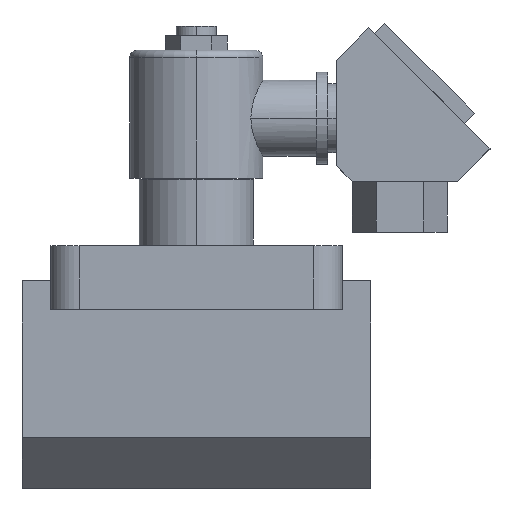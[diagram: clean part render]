
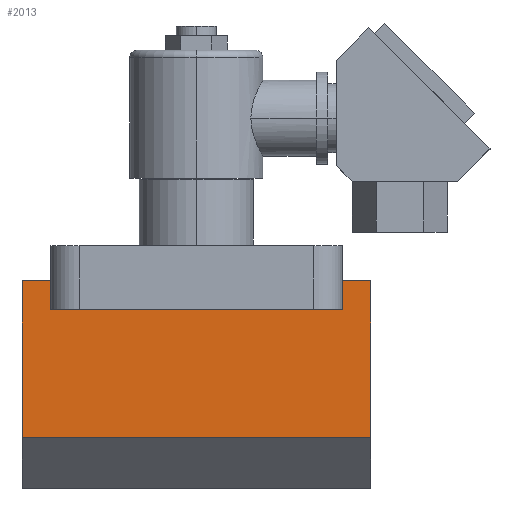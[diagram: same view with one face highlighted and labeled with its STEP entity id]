
A CAD part, top view. The second image highlights one B-rep face of the part: STEP entity #2013.
In plain terms, the highlighted planar face has unit normal (0, 0, 1).
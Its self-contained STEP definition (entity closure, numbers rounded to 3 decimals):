
#36 = LINE ( 'NONE', #268, #2718 ) ;
#46 = VECTOR ( 'NONE', #1158, 1000. ) ;
#148 = VECTOR ( 'NONE', #2240, 1000. ) ;
#184 = ORIENTED_EDGE ( 'NONE', *, *, #630, .F. ) ;
#255 = CARTESIAN_POINT ( 'NONE',  ( -55., -74.3, 27.5 ) ) ;
#266 = VERTEX_POINT ( 'NONE', #947 ) ;
#268 = CARTESIAN_POINT ( 'NONE',  ( 55., -24.8, 27.5 ) ) ;
#271 = ORIENTED_EDGE ( 'NONE', *, *, #2200, .F. ) ;
#289 = EDGE_CURVE ( 'NONE', #266, #2208, #297, .T. ) ;
#290 = CARTESIAN_POINT ( 'NONE',  ( 46., -33.8, 27.5 ) ) ;
#291 = VERTEX_POINT ( 'NONE', #698 ) ;
#297 = LINE ( 'NONE', #1121, #46 ) ;
#320 = PLANE ( 'NONE',  #420 ) ;
#420 = AXIS2_PLACEMENT_3D ( 'NONE', #1842, #793, #765 ) ;
#440 = EDGE_CURVE ( 'NONE', #2488, #266, #1026, .T. ) ;
#448 = ORIENTED_EDGE ( 'NONE', *, *, #2546, .F. ) ;
#509 = DIRECTION ( 'NONE',  ( 1., 0., 0. ) ) ;
#529 = ORIENTED_EDGE ( 'NONE', *, *, #289, .T. ) ;
#568 = FACE_OUTER_BOUND ( 'NONE', #2605, .T. ) ;
#607 = VECTOR ( 'NONE', #2558, 1000. ) ;
#630 = EDGE_CURVE ( 'NONE', #291, #2208, #1757, .T. ) ;
#647 = CARTESIAN_POINT ( 'NONE',  ( 55., -24.8, 27.5 ) ) ;
#698 = CARTESIAN_POINT ( 'NONE',  ( 55., -74.3, 27.5 ) ) ;
#746 = ORIENTED_EDGE ( 'NONE', *, *, #845, .F. ) ;
#765 = DIRECTION ( 'NONE',  ( 0., 1., 0. ) ) ;
#793 = DIRECTION ( 'NONE',  ( 0., 0., -1. ) ) ;
#840 = EDGE_CURVE ( 'NONE', #2465, #1557, #36, .T. ) ;
#842 = CARTESIAN_POINT ( 'NONE',  ( 55., -24.8, 27.5 ) ) ;
#845 = EDGE_CURVE ( 'NONE', #2465, #291, #2163, .T. ) ;
#865 = ORIENTED_EDGE ( 'NONE', *, *, #840, .T. ) ;
#866 = LINE ( 'NONE', #1694, #607 ) ;
#947 = CARTESIAN_POINT ( 'NONE',  ( -55., -24.8, 27.5 ) ) ;
#985 = ORIENTED_EDGE ( 'NONE', *, *, #440, .T. ) ;
#1026 = LINE ( 'NONE', #2698, #1816 ) ;
#1052 = VERTEX_POINT ( 'NONE', #2353 ) ;
#1088 = VERTEX_POINT ( 'NONE', #1935 ) ;
#1121 = CARTESIAN_POINT ( 'NONE',  ( -55., -24.8, 27.5 ) ) ;
#1129 = LINE ( 'NONE', #1510, #1871 ) ;
#1158 = DIRECTION ( 'NONE',  ( 0., -1., 0. ) ) ;
#1248 = EDGE_CURVE ( 'NONE', #1088, #1052, #1346, .T. ) ;
#1250 = DIRECTION ( 'NONE',  ( -1., 0., 0. ) ) ;
#1346 = LINE ( 'NONE', #290, #1390 ) ;
#1390 = VECTOR ( 'NONE', #509, 1000. ) ;
#1405 = ORIENTED_EDGE ( 'NONE', *, *, #1248, .F. ) ;
#1510 = CARTESIAN_POINT ( 'NONE',  ( -46., -33.8, 27.5 ) ) ;
#1519 = VECTOR ( 'NONE', #2324, 1000. ) ;
#1546 = CARTESIAN_POINT ( 'NONE',  ( 55., -74.3, 27.5 ) ) ;
#1557 = VERTEX_POINT ( 'NONE', #2340 ) ;
#1694 = CARTESIAN_POINT ( 'NONE',  ( 46., -33.8, 27.5 ) ) ;
#1757 = LINE ( 'NONE', #1546, #148 ) ;
#1759 = DIRECTION ( 'NONE',  ( 0., -1., 0. ) ) ;
#1816 = VECTOR ( 'NONE', #1250, 1000. ) ;
#1842 = CARTESIAN_POINT ( 'NONE',  ( 55., -24.8, 27.5 ) ) ;
#1871 = VECTOR ( 'NONE', #1759, 1000. ) ;
#1935 = CARTESIAN_POINT ( 'NONE',  ( -46., -33.8, 27.5 ) ) ;
#2013 = ADVANCED_FACE ( 'NONE', ( #568 ), #320, .F. ) ;
#2163 = LINE ( 'NONE', #647, #1519 ) ;
#2200 = EDGE_CURVE ( 'NONE', #1052, #1557, #866, .T. ) ;
#2208 = VERTEX_POINT ( 'NONE', #255 ) ;
#2240 = DIRECTION ( 'NONE',  ( -1., 0., 0. ) ) ;
#2324 = DIRECTION ( 'NONE',  ( 0., -1., 0. ) ) ;
#2340 = CARTESIAN_POINT ( 'NONE',  ( 46., -24.8, 27.5 ) ) ;
#2353 = CARTESIAN_POINT ( 'NONE',  ( 46., -33.8, 27.5 ) ) ;
#2361 = DIRECTION ( 'NONE',  ( -1., 0., 0. ) ) ;
#2465 = VERTEX_POINT ( 'NONE', #842 ) ;
#2488 = VERTEX_POINT ( 'NONE', #2727 ) ;
#2546 = EDGE_CURVE ( 'NONE', #2488, #1088, #1129, .T. ) ;
#2558 = DIRECTION ( 'NONE',  ( 0., 1., 0. ) ) ;
#2605 = EDGE_LOOP ( 'NONE', ( #448, #985, #529, #184, #746, #865, #271, #1405 ) ) ;
#2698 = CARTESIAN_POINT ( 'NONE',  ( 55., -24.8, 27.5 ) ) ;
#2718 = VECTOR ( 'NONE', #2361, 1000. ) ;
#2727 = CARTESIAN_POINT ( 'NONE',  ( -46., -24.8, 27.5 ) ) ;
